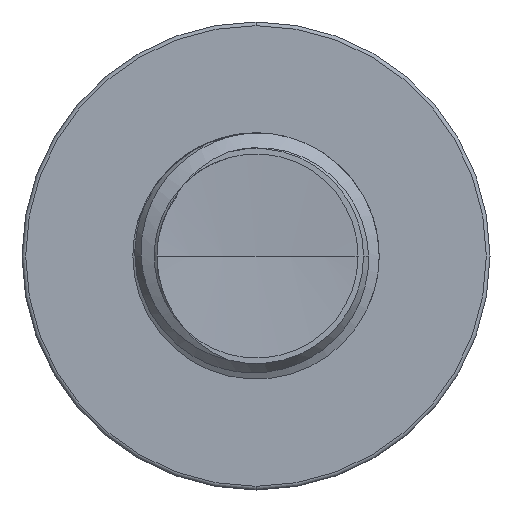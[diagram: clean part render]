
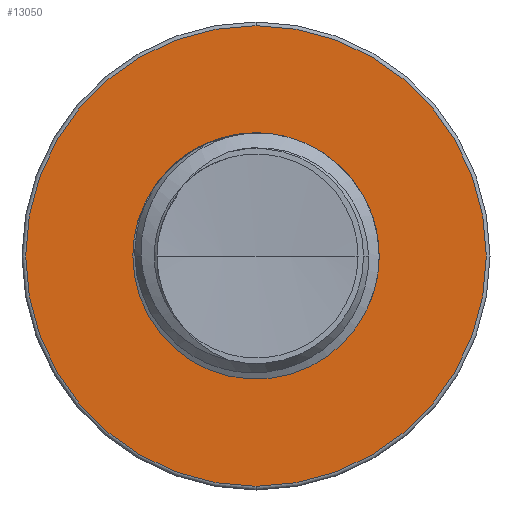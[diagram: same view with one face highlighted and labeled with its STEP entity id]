
A CAD part, front view. The second image highlights one B-rep face of the part: STEP entity #13050.
In plain terms, the highlighted planar face has unit normal (0, -1, 0).
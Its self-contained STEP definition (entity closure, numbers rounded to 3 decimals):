
#756 = VERTEX_POINT ( 'NONE', #7832 ) ;
#776 = EDGE_CURVE ( 'NONE', #10766, #17078, #14440, .T. ) ;
#841 = EDGE_CURVE ( 'NONE', #756, #16182, #2685, .T. ) ;
#1284 = EDGE_CURVE ( 'NONE', #16182, #756, #5376, .T. ) ;
#1789 = CARTESIAN_POINT ( 'NONE',  ( 0., 6., -4.675 ) ) ;
#2684 = ORIENTED_EDGE ( 'NONE', *, *, #1284, .T. ) ;
#2685 = CIRCLE ( 'NONE', #10610, 4.675 ) ;
#2732 = ORIENTED_EDGE ( 'NONE', *, *, #841, .T. ) ;
#3142 = DIRECTION ( 'NONE',  ( 0., 0., -1. ) ) ;
#3170 = DIRECTION ( 'NONE',  ( 0., -1., 0. ) ) ;
#3176 = CARTESIAN_POINT ( 'NONE',  ( 0., 6., 0. ) ) ;
#5376 = CIRCLE ( 'NONE', #14195, 4.675 ) ;
#5978 = CARTESIAN_POINT ( 'NONE',  ( 0., 6., 2.438 ) ) ;
#6157 = ORIENTED_EDGE ( 'NONE', *, *, #16142, .F. ) ;
#6486 = FACE_BOUND ( 'NONE', #12789, .T. ) ;
#7220 = DIRECTION ( 'NONE',  ( 0., 0., -1. ) ) ;
#7226 = DIRECTION ( 'NONE',  ( 0., -1., 0. ) ) ;
#7258 = AXIS2_PLACEMENT_3D ( 'NONE', #11562, #11451, #16428 ) ;
#7268 = CARTESIAN_POINT ( 'NONE',  ( 0., 6., 0. ) ) ;
#7454 = DIRECTION ( 'NONE',  ( 0., 0., -1. ) ) ;
#7458 = DIRECTION ( 'NONE',  ( 0., -1., 0. ) ) ;
#7480 = CARTESIAN_POINT ( 'NONE',  ( 0., 6., 0. ) ) ;
#7832 = CARTESIAN_POINT ( 'NONE',  ( 0., 6., 4.675 ) ) ;
#9371 = CIRCLE ( 'NONE', #7258, 2.438 ) ;
#10610 = AXIS2_PLACEMENT_3D ( 'NONE', #7268, #7226, #7220 ) ;
#10650 = CARTESIAN_POINT ( 'NONE',  ( 0., 6., -2.438 ) ) ;
#10766 = VERTEX_POINT ( 'NONE', #10650 ) ;
#11451 = DIRECTION ( 'NONE',  ( 0., -1., 0. ) ) ;
#11562 = CARTESIAN_POINT ( 'NONE',  ( 0., 6., 0. ) ) ;
#12789 = EDGE_LOOP ( 'NONE', ( #13872, #6157 ) ) ;
#12843 = DIRECTION ( 'NONE',  ( 0., 0., -1. ) ) ;
#12847 = DIRECTION ( 'NONE',  ( 0., -1., 0. ) ) ;
#12907 = PLANE ( 'NONE',  #15549 ) ;
#13050 = ADVANCED_FACE ( 'NONE', ( #13801, #6486 ), #12907, .T. ) ;
#13076 = CARTESIAN_POINT ( 'NONE',  ( 0., 6., 2.438 ) ) ;
#13220 = EDGE_LOOP ( 'NONE', ( #2684, #2732 ) ) ;
#13801 = FACE_OUTER_BOUND ( 'NONE', #13220, .T. ) ;
#13872 = ORIENTED_EDGE ( 'NONE', *, *, #776, .F. ) ;
#14195 = AXIS2_PLACEMENT_3D ( 'NONE', #3176, #3170, #3142 ) ;
#14440 = CIRCLE ( 'NONE', #15533, 2.438 ) ;
#15533 = AXIS2_PLACEMENT_3D ( 'NONE', #7480, #7458, #7454 ) ;
#15549 = AXIS2_PLACEMENT_3D ( 'NONE', #13076, #12847, #12843 ) ;
#16142 = EDGE_CURVE ( 'NONE', #17078, #10766, #9371, .T. ) ;
#16182 = VERTEX_POINT ( 'NONE', #1789 ) ;
#16428 = DIRECTION ( 'NONE',  ( 0., 0., -1. ) ) ;
#17078 = VERTEX_POINT ( 'NONE', #5978 ) ;
